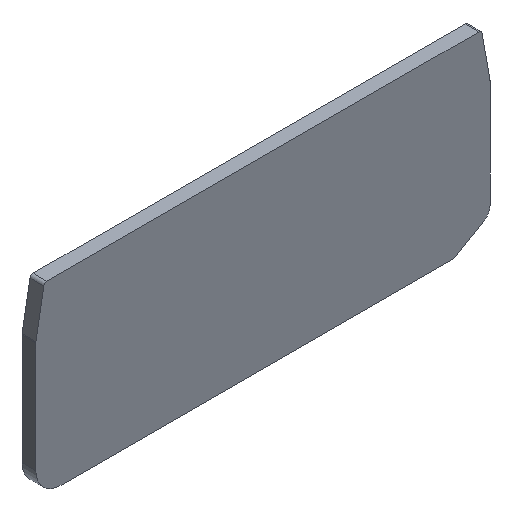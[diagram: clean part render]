
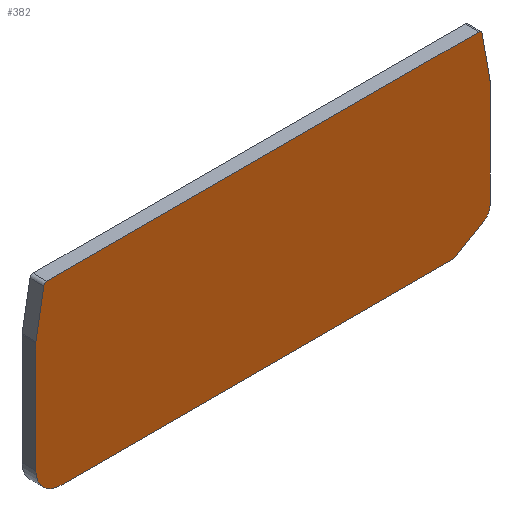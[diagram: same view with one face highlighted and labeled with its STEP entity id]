
A CAD part, isometric view. The second image highlights one B-rep face of the part: STEP entity #382.
In plain terms, the highlighted planar face has unit normal (0, -1, 0).
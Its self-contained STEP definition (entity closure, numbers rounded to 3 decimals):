
#1=CARTESIAN_POINT('',(34.354,-2.2,18.7));
#2=DIRECTION('',(0.,-1.,0.));
#3=DIRECTION('',(0.985,0.,0.174));
#4=AXIS2_PLACEMENT_3D('',#1,#2,#3);
#6=DIRECTION('',(-0.174,0.,0.985));
#7=VECTOR('',#6,7.134);
#8=CARTESIAN_POINT('',(36.085,-2.2,11.762));
#9=LINE('',#8,#7);
#10=CARTESIAN_POINT('',(35.1,-2.2,11.588));
#11=DIRECTION('',(0.,-1.,0.));
#12=DIRECTION('',(1.,0.,0.));
#13=AXIS2_PLACEMENT_3D('',#10,#11,#12);
#15=CARTESIAN_POINT('',(34.1,-2.2,-5.53));
#16=DIRECTION('',(0.,-1.,0.));
#17=DIRECTION('',(0.5,0.,-0.866));
#18=AXIS2_PLACEMENT_3D('',#15,#16,#17);
#20=DIRECTION('',(0.865,0.,0.501));
#21=VECTOR('',#20,5.195);
#22=CARTESIAN_POINT('',(30.608,-2.2,-9.865));
#23=LINE('',#22,#21);
#24=CARTESIAN_POINT('',(30.106,-2.2,-9.));
#25=DIRECTION('',(0.,-1.,0.));
#26=DIRECTION('',(0.,0.,-1.));
#27=AXIS2_PLACEMENT_3D('',#24,#25,#26);
#29=CARTESIAN_POINT('',(-32.1,-2.2,-6.));
#30=DIRECTION('',(0.,-1.,0.));
#31=DIRECTION('',(-1.,0.,0.));
#32=AXIS2_PLACEMENT_3D('',#29,#30,#31);
#34=CARTESIAN_POINT('',(-35.1,-2.2,11.588));
#35=DIRECTION('',(0.,-1.,0.));
#36=DIRECTION('',(-0.985,0.,0.174));
#37=AXIS2_PLACEMENT_3D('',#34,#35,#36);
#39=DIRECTION('',(-0.174,0.,-0.985));
#40=VECTOR('',#39,7.134);
#41=CARTESIAN_POINT('',(-34.846,-2.2,18.787));
#42=LINE('',#41,#40);
#43=CARTESIAN_POINT('',(-34.354,-2.2,18.7));
#44=DIRECTION('',(0.,-1.,0.));
#45=DIRECTION('',(0.,0.,1.));
#46=AXIS2_PLACEMENT_3D('',#43,#44,#45);
#48=DIRECTION('',(-1.,0.,0.));
#49=VECTOR('',#48,68.707);
#50=CARTESIAN_POINT('',(34.354,-2.2,19.2));
#51=LINE('',#50,#49);
#161=DIRECTION('',(0.,0.,1.));
#162=VECTOR('',#161,17.588);
#163=CARTESIAN_POINT('',(-36.1,-2.2,-6.));
#164=LINE('',#163,#162);
#173=DIRECTION('',(-1.,0.,0.));
#174=VECTOR('',#173,62.206);
#175=CARTESIAN_POINT('',(30.106,-2.2,-10.));
#176=LINE('',#175,#174);
#193=DIRECTION('',(0.,0.,-1.));
#194=VECTOR('',#193,17.118);
#195=CARTESIAN_POINT('',(36.1,-2.2,11.588));
#196=LINE('',#195,#194);
#267=CARTESIAN_POINT('',(-34.354,-2.2,19.2));
#268=CARTESIAN_POINT('',(-34.846,-2.2,18.787));
#269=VERTEX_POINT('',#267);
#270=VERTEX_POINT('',#268);
#271=CARTESIAN_POINT('',(-36.085,-2.2,11.762));
#272=VERTEX_POINT('',#271);
#273=CARTESIAN_POINT('',(-36.1,-2.2,11.588));
#274=VERTEX_POINT('',#273);
#275=CARTESIAN_POINT('',(-36.1,-2.2,-6.));
#276=VERTEX_POINT('',#275);
#277=CARTESIAN_POINT('',(-32.1,-2.2,-10.));
#278=VERTEX_POINT('',#277);
#279=CARTESIAN_POINT('',(30.106,-2.2,-10.));
#280=VERTEX_POINT('',#279);
#281=CARTESIAN_POINT('',(30.608,-2.2,-9.865));
#282=VERTEX_POINT('',#281);
#283=CARTESIAN_POINT('',(35.102,-2.2,-7.261));
#284=VERTEX_POINT('',#283);
#285=CARTESIAN_POINT('',(36.1,-2.2,-5.53));
#286=VERTEX_POINT('',#285);
#287=CARTESIAN_POINT('',(36.1,-2.2,11.588));
#288=VERTEX_POINT('',#287);
#289=CARTESIAN_POINT('',(36.085,-2.2,11.762));
#290=VERTEX_POINT('',#289);
#291=CARTESIAN_POINT('',(34.846,-2.2,18.787));
#292=VERTEX_POINT('',#291);
#293=CARTESIAN_POINT('',(34.354,-2.2,19.2));
#294=VERTEX_POINT('',#293);
#347=CARTESIAN_POINT('',(34.354,-2.2,18.7));
#348=DIRECTION('',(0.,-1.,0.));
#349=DIRECTION('',(0.,0.,-1.));
#350=AXIS2_PLACEMENT_3D('',#347,#348,#349);
#351=PLANE('',#350);
#353=ORIENTED_EDGE('',*,*,#352,.F.);
#355=ORIENTED_EDGE('',*,*,#354,.F.);
#357=ORIENTED_EDGE('',*,*,#356,.F.);
#359=ORIENTED_EDGE('',*,*,#358,.F.);
#361=ORIENTED_EDGE('',*,*,#360,.T.);
#363=ORIENTED_EDGE('',*,*,#362,.F.);
#365=ORIENTED_EDGE('',*,*,#364,.F.);
#367=ORIENTED_EDGE('',*,*,#366,.F.);
#369=ORIENTED_EDGE('',*,*,#368,.T.);
#371=ORIENTED_EDGE('',*,*,#370,.F.);
#373=ORIENTED_EDGE('',*,*,#372,.T.);
#375=ORIENTED_EDGE('',*,*,#374,.F.);
#377=ORIENTED_EDGE('',*,*,#376,.F.);
#379=ORIENTED_EDGE('',*,*,#378,.F.);
#380=EDGE_LOOP('',(#353,#355,#357,#359,#361,#363,#365,#367,#369,#371,#373,#375,
#377,#379));
#381=FACE_OUTER_BOUND('',#380,.F.);
#382=ADVANCED_FACE('',(#381),#351,.T.);
#5=CIRCLE('',#4,0.5);
#14=CIRCLE('',#13,1.);
#19=CIRCLE('',#18,2.);
#28=CIRCLE('',#27,1.);
#33=CIRCLE('',#32,4.);
#38=CIRCLE('',#37,1.);
#47=CIRCLE('',#46,0.5);
#352=EDGE_CURVE('',#294,#269,#51,.T.);
#354=EDGE_CURVE('',#292,#294,#5,.T.);
#356=EDGE_CURVE('',#290,#292,#9,.T.);
#358=EDGE_CURVE('',#288,#290,#14,.T.);
#360=EDGE_CURVE('',#288,#286,#196,.T.);
#362=EDGE_CURVE('',#284,#286,#19,.T.);
#364=EDGE_CURVE('',#282,#284,#23,.T.);
#366=EDGE_CURVE('',#280,#282,#28,.T.);
#368=EDGE_CURVE('',#280,#278,#176,.T.);
#370=EDGE_CURVE('',#276,#278,#33,.T.);
#372=EDGE_CURVE('',#276,#274,#164,.T.);
#374=EDGE_CURVE('',#272,#274,#38,.T.);
#376=EDGE_CURVE('',#270,#272,#42,.T.);
#378=EDGE_CURVE('',#269,#270,#47,.T.);
